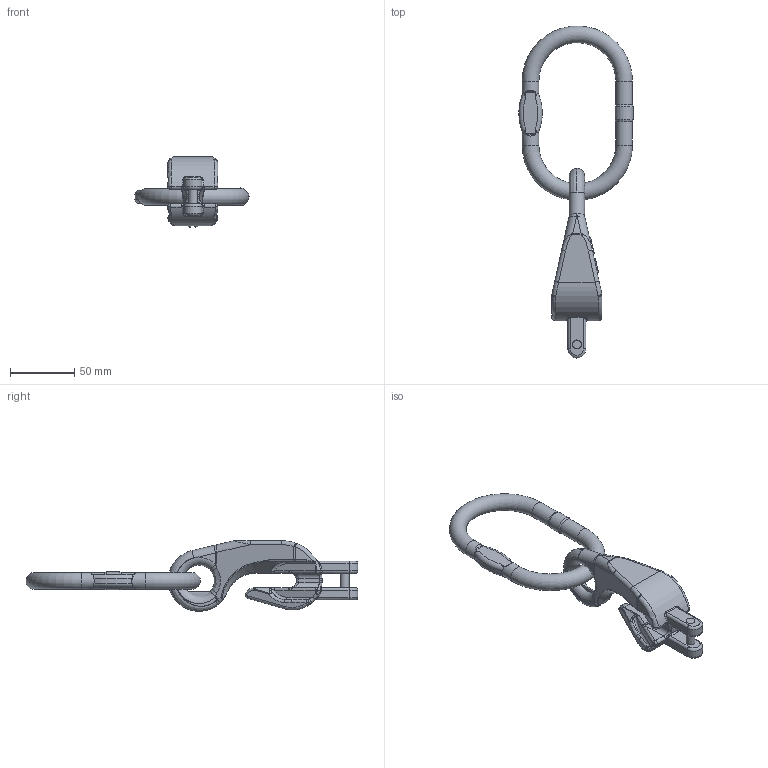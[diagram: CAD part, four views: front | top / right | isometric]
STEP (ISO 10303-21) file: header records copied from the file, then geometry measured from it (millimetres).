
FILE_DESCRIPTION(/* description */ (''),/* implementation_level */ '2;1');
FILE_NAME(/* name */ 'pewag_VXKW_1-7',/* time_stamp */ '2010-03-02T13:46:44+01:00',/* author */ (''),/* organization */ (''),/* preprocessor_version */ 'ST-DEVELOPER v9',/* originating_system */ 'UGS - NX 4.0',/* authorisation */ '');
FILE_SCHEMA (('AUTOMOTIVE_DESIGN { 1 0 10303 214 1 1 1 1 }'));
Length unit declared in the file: millimetre
Products named in the file (1): rit707Bn5a7
Bounding box: 89.05 x 258.97 x 54.99 mm (x, y, z)
Volume: 132225.4 mm3; surface area: 34252.2 mm2
Topology: 3 solids, 3 shells, 487 faces, 1222 edges, 740 vertices
Faces by surface type: plane 136, bspline 116, cylinder 106, extrusion 76, torus 35, sphere 12, cone 6
Full cylindrical faces by diameter (mm): 7 x3, 13 x4, 13.975 x1
Entity records: 17838 total; most frequent: CARTESIAN_POINT 7458, ORIENTED_EDGE 2392, DIRECTION 1770, EDGE_CURVE 1196, VERTEX_POINT 736, AXIS2_PLACEMENT_3D 682, B_SPLINE_CURVE_WITH_KNOTS 545, EDGE_LOOP 516
